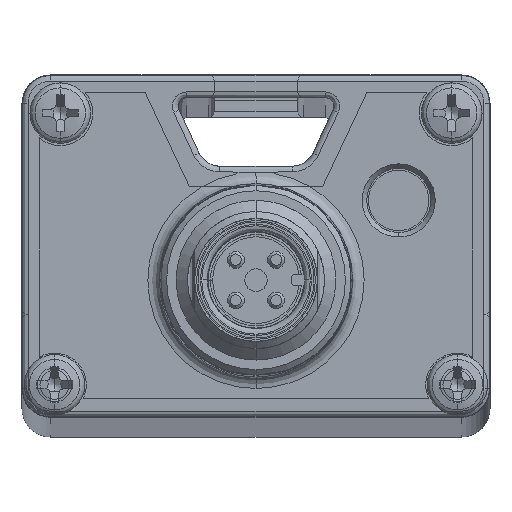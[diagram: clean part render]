
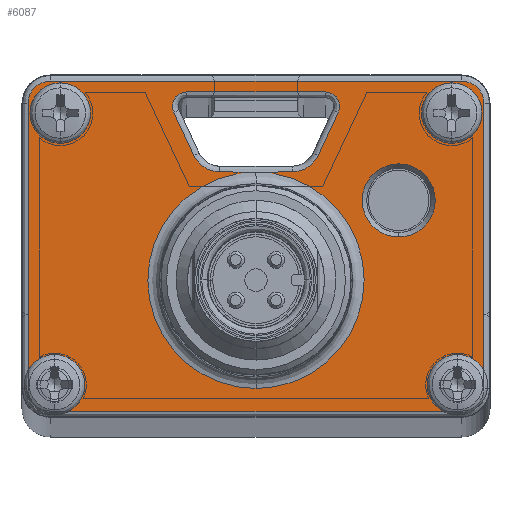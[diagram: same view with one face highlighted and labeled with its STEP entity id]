
A CAD part, top view. The second image highlights one B-rep face of the part: STEP entity #6087.
In plain terms, the highlighted planar face has unit normal (0, 0, 1).
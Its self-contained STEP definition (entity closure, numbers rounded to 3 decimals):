
#423=CARTESIAN_POINT('',(-18.,-2.5,2.));
#424=DIRECTION('',(0.,0.,-1.));
#425=DIRECTION('',(-1.,0.,0.));
#426=AXIS2_PLACEMENT_3D('',#423,#424,#425);
#428=CARTESIAN_POINT('',(18.,-2.5,2.));
#429=DIRECTION('',(0.,0.,-1.));
#430=DIRECTION('',(0.,1.,0.));
#431=AXIS2_PLACEMENT_3D('',#428,#429,#430);
#433=CARTESIAN_POINT('',(18.,-27.5,2.));
#434=DIRECTION('',(0.,0.,-1.));
#435=DIRECTION('',(1.,0.,0.));
#436=AXIS2_PLACEMENT_3D('',#433,#434,#435);
#438=CARTESIAN_POINT('',(-18.,-27.5,2.));
#439=DIRECTION('',(0.,0.,-1.));
#440=DIRECTION('',(0.,-1.,0.));
#441=AXIS2_PLACEMENT_3D('',#438,#439,#440);
#443=CARTESIAN_POINT('',(-17.65,-27.15,2.));
#444=DIRECTION('',(0.,0.,1.));
#445=DIRECTION('',(1.,0.,0.));
#446=AXIS2_PLACEMENT_3D('',#443,#444,#445);
#448=CARTESIAN_POINT('',(-17.65,-27.15,2.));
#449=DIRECTION('',(0.,0.,1.));
#450=DIRECTION('',(-1.,0.,0.));
#451=AXIS2_PLACEMENT_3D('',#448,#449,#450);
#453=CARTESIAN_POINT('',(17.65,-27.15,2.));
#454=DIRECTION('',(0.,0.,1.));
#455=DIRECTION('',(1.,0.,0.));
#456=AXIS2_PLACEMENT_3D('',#453,#454,#455);
#458=CARTESIAN_POINT('',(17.65,-27.15,2.));
#459=DIRECTION('',(0.,0.,1.));
#460=DIRECTION('',(-1.,0.,0.));
#461=AXIS2_PLACEMENT_3D('',#458,#459,#460);
#463=CARTESIAN_POINT('',(0.,-18.,2.));
#464=DIRECTION('',(0.,0.,1.));
#465=DIRECTION('',(0.,-1.,0.));
#466=AXIS2_PLACEMENT_3D('',#463,#464,#465);
#468=CARTESIAN_POINT('',(3.18,-6.,2.));
#469=DIRECTION('',(0.,0.,1.));
#470=DIRECTION('',(0.,-1.,0.));
#471=AXIS2_PLACEMENT_3D('',#468,#469,#470);
#473=DIRECTION('',(0.423,0.906,0.));
#474=VECTOR('',#473,4.169);
#475=CARTESIAN_POINT('',(5.446,-7.057,2.));
#476=LINE('',#475,#474);
#477=CARTESIAN_POINT('',(6.075,-2.75,2.));
#478=DIRECTION('',(0.,0.,1.));
#479=DIRECTION('',(0.906,-0.423,0.));
#480=AXIS2_PLACEMENT_3D('',#477,#478,#479);
#482=CARTESIAN_POINT('',(-6.075,-2.75,2.));
#483=DIRECTION('',(0.,0.,1.));
#484=DIRECTION('',(0.,1.,0.));
#485=AXIS2_PLACEMENT_3D('',#482,#483,#484);
#487=DIRECTION('',(0.423,-0.906,0.));
#488=VECTOR('',#487,4.169);
#489=CARTESIAN_POINT('',(-7.208,-3.278,2.));
#490=LINE('',#489,#488);
#491=CARTESIAN_POINT('',(-3.18,-6.,2.));
#492=DIRECTION('',(0.,0.,1.));
#493=DIRECTION('',(-0.906,-0.423,0.));
#494=AXIS2_PLACEMENT_3D('',#491,#492,#493);
#496=CARTESIAN_POINT('',(0.,-18.,2.));
#497=DIRECTION('',(0.,0.,1.));
#498=DIRECTION('',(-0.003,1.,0.));
#499=AXIS2_PLACEMENT_3D('',#496,#497,#498);
#501=CARTESIAN_POINT('',(12.5,-11.,2.));
#502=DIRECTION('',(0.,0.,1.));
#503=DIRECTION('',(0.,-1.,0.));
#504=AXIS2_PLACEMENT_3D('',#501,#502,#503);
#506=CARTESIAN_POINT('',(12.5,-11.,2.));
#507=DIRECTION('',(0.,0.,1.));
#508=DIRECTION('',(0.,1.,0.));
#509=AXIS2_PLACEMENT_3D('',#506,#507,#508);
#511=CARTESIAN_POINT('',(17.15,-3.35,2.));
#512=DIRECTION('',(0.,0.,-1.));
#513=DIRECTION('',(0.,-1.,0.));
#514=AXIS2_PLACEMENT_3D('',#511,#512,#513);
#516=CARTESIAN_POINT('',(17.15,-3.35,2.));
#517=DIRECTION('',(0.,0.,-1.));
#518=DIRECTION('',(0.,1.,0.));
#519=AXIS2_PLACEMENT_3D('',#516,#517,#518);
#521=CARTESIAN_POINT('',(-17.15,-3.35,2.));
#522=DIRECTION('',(0.,0.,-1.));
#523=DIRECTION('',(0.,-1.,0.));
#524=AXIS2_PLACEMENT_3D('',#521,#522,#523);
#526=CARTESIAN_POINT('',(-17.15,-3.35,2.));
#527=DIRECTION('',(0.,0.,-1.));
#528=DIRECTION('',(0.,1.,0.));
#529=AXIS2_PLACEMENT_3D('',#526,#527,#528);
#536=DIRECTION('',(0.,-1.,0.));
#537=VECTOR('',#536,25.);
#538=CARTESIAN_POINT('',(-19.961,-2.5,2.));
#539=LINE('',#538,#537);
#560=DIRECTION('',(1.,0.,0.));
#561=VECTOR('',#560,36.);
#562=CARTESIAN_POINT('',(-18.,-29.461,2.));
#563=LINE('',#562,#561);
#579=DIRECTION('',(0.,1.,0.));
#580=VECTOR('',#579,25.);
#581=CARTESIAN_POINT('',(19.961,-27.5,2.));
#582=LINE('',#581,#580);
#598=DIRECTION('',(-1.,0.,0.));
#599=VECTOR('',#598,36.);
#600=CARTESIAN_POINT('',(18.,-0.539,2.));
#601=LINE('',#600,#599);
#1379=DIRECTION('',(1.,0.,0.));
#1380=VECTOR('',#1379,12.15);
#1381=CARTESIAN_POINT('',(-6.075,-1.5,
2.));
#1382=LINE('',#1381,#1380);
#1403=DIRECTION('',(-1.,-0.005,0.));
#1404=VECTOR('',#1403,3.216);
#1405=CARTESIAN_POINT('',(3.18,-8.5,2.));
#1406=LINE('',#1405,#1404);
#1407=DIRECTION('',(-1.,0.005,0.));
#1408=VECTOR('',#1407,3.144);
#1409=CARTESIAN_POINT('',(-0.036,-8.515,2.));
#1410=LINE('',#1409,#1408);
#4284=CARTESIAN_POINT('',(-18.,-0.539,2.));
#4285=VERTEX_POINT('',#4284);
#4286=CARTESIAN_POINT('',(-16.15,-27.15,2.));
#4287=CARTESIAN_POINT('',(-19.15,-27.15,2.));
#4288=VERTEX_POINT('',#4286);
#4289=VERTEX_POINT('',#4287);
#4290=CARTESIAN_POINT('',(19.15,-27.15,2.));
#4291=CARTESIAN_POINT('',(16.15,-27.15,2.));
#4292=VERTEX_POINT('',#4290);
#4293=VERTEX_POINT('',#4291);
#4294=CARTESIAN_POINT('',(0.,-27.474,2.));
#4295=CARTESIAN_POINT('',(-0.065,-8.526,2.));
#4296=VERTEX_POINT('',#4294);
#4297=VERTEX_POINT('',#4295);
#4298=CARTESIAN_POINT('',(-6.075,-1.5,2.));
#4299=CARTESIAN_POINT('',(-7.208,-3.278,
2.));
#4300=VERTEX_POINT('',#4298);
#4301=VERTEX_POINT('',#4299);
#4302=CARTESIAN_POINT('',(-5.446,-7.057,2.));
#4303=VERTEX_POINT('',#4302);
#4304=CARTESIAN_POINT('',(-3.18,-8.5,2.));
#4305=VERTEX_POINT('',#4304);
#4306=CARTESIAN_POINT('',(3.18,-8.5,2.));
#4307=CARTESIAN_POINT('',(5.446,-7.057,2.));
#4308=VERTEX_POINT('',#4306);
#4309=VERTEX_POINT('',#4307);
#4310=CARTESIAN_POINT('',(7.208,-3.278,2.));
#4311=VERTEX_POINT('',#4310);
#4312=CARTESIAN_POINT('',(6.075,-1.5,2.));
#4313=VERTEX_POINT('',#4312);
#4314=CARTESIAN_POINT('',(-19.961,-2.5,2.));
#4315=VERTEX_POINT('',#4314);
#4316=CARTESIAN_POINT('',(18.,-0.539,2.));
#4317=VERTEX_POINT('',#4316);
#4318=CARTESIAN_POINT('',(19.961,-2.5,2.));
#4319=VERTEX_POINT('',#4318);
#4320=CARTESIAN_POINT('',(19.961,-27.5,2.));
#4321=VERTEX_POINT('',#4320);
#4322=CARTESIAN_POINT('',(18.,-29.461,2.));
#4323=VERTEX_POINT('',#4322);
#4324=CARTESIAN_POINT('',(-18.,-29.461,2.));
#4325=VERTEX_POINT('',#4324);
#4326=CARTESIAN_POINT('',(-19.961,-27.5,2.));
#4327=VERTEX_POINT('',#4326);
#4328=CARTESIAN_POINT('',(12.5,-14.2,2.));
#4329=CARTESIAN_POINT('',(12.5,-7.8,2.));
#4330=VERTEX_POINT('',#4328);
#4331=VERTEX_POINT('',#4329);
#5242=CARTESIAN_POINT('',(17.15,-6.,2.));
#5243=CARTESIAN_POINT('',(17.15,-0.7,2.));
#5244=VERTEX_POINT('',#5242);
#5245=VERTEX_POINT('',#5243);
#5246=CARTESIAN_POINT('',(-17.15,-6.,2.));
#5247=CARTESIAN_POINT('',(-17.15,-0.7,2.));
#5248=VERTEX_POINT('',#5246);
#5249=VERTEX_POINT('',#5247);
#6011=CARTESIAN_POINT('',(0.,-15.,2.));
#6012=DIRECTION('',(0.,0.,1.));
#6013=DIRECTION('',(-1.,0.,0.));
#6014=AXIS2_PLACEMENT_3D('',#6011,#6012,#6013);
#6015=PLANE('',#6014);
#6017=ORIENTED_EDGE('',*,*,#6016,.T.);
#6019=ORIENTED_EDGE('',*,*,#6018,.F.);
#6021=ORIENTED_EDGE('',*,*,#6020,.T.);
#6023=ORIENTED_EDGE('',*,*,#6022,.F.);
#6025=ORIENTED_EDGE('',*,*,#6024,.T.);
#6027=ORIENTED_EDGE('',*,*,#6026,.F.);
#6029=ORIENTED_EDGE('',*,*,#6028,.T.);
#6031=ORIENTED_EDGE('',*,*,#6030,.F.);
#6032=EDGE_LOOP('',(#6017,#6019,#6021,#6023,#6025,#6027,#6029,#6031));
#6033=FACE_OUTER_BOUND('',#6032,.F.);
#6035=ORIENTED_EDGE('',*,*,#6034,.T.);
#6037=ORIENTED_EDGE('',*,*,#6036,.T.);
#6038=EDGE_LOOP('',(#6035,#6037));
#6039=FACE_BOUND('',#6038,.F.);
#6041=ORIENTED_EDGE('',*,*,#6040,.T.);
#6043=ORIENTED_EDGE('',*,*,#6042,.T.);
#6044=EDGE_LOOP('',(#6041,#6043));
#6045=FACE_BOUND('',#6044,.F.);
#6047=ORIENTED_EDGE('',*,*,#6046,.T.);
#6049=ORIENTED_EDGE('',*,*,#6048,.F.);
#6051=ORIENTED_EDGE('',*,*,#6050,.T.);
#6053=ORIENTED_EDGE('',*,*,#6052,.T.);
#6055=ORIENTED_EDGE('',*,*,#6054,.T.);
#6057=ORIENTED_EDGE('',*,*,#6056,.F.);
#6059=ORIENTED_EDGE('',*,*,#6058,.T.);
#6061=ORIENTED_EDGE('',*,*,#6060,.T.);
#6063=ORIENTED_EDGE('',*,*,#6062,.T.);
#6065=ORIENTED_EDGE('',*,*,#6064,.F.);
#6067=ORIENTED_EDGE('',*,*,#6066,.T.);
#6068=EDGE_LOOP('',(#6047,#6049,#6051,#6053,#6055,#6057,#6059,#6061,#6063,#6065,
#6067));
#6069=FACE_BOUND('',#6068,.F.);
#6071=ORIENTED_EDGE('',*,*,#6070,.T.);
#6072=ORIENTED_EDGE('',*,*,#5994,.T.);
#6073=EDGE_LOOP('',(#6071,#6072));
#6074=FACE_BOUND('',#6073,.F.);
#6076=ORIENTED_EDGE('',*,*,#6075,.F.);
#6078=ORIENTED_EDGE('',*,*,#6077,.F.);
#6079=EDGE_LOOP('',(#6076,#6078));
#6080=FACE_BOUND('',#6079,.F.);
#6082=ORIENTED_EDGE('',*,*,#6081,.F.);
#6084=ORIENTED_EDGE('',*,*,#6083,.F.);
#6085=EDGE_LOOP('',(#6082,#6084));
#6086=FACE_BOUND('',#6085,.F.);
#6087=ADVANCED_FACE('',(#6033,#6039,#6045,#6069,#6074,#6080,#6086),#6015,.T.);
#427=CIRCLE('',#426,1.961);
#432=CIRCLE('',#431,1.961);
#437=CIRCLE('',#436,1.961);
#442=CIRCLE('',#441,1.961);
#447=CIRCLE('',#446,1.5);
#452=CIRCLE('',#451,1.5);
#457=CIRCLE('',#456,1.5);
#462=CIRCLE('',#461,1.5);
#467=CIRCLE('',#466,9.474);
#472=CIRCLE('',#471,2.5);
#481=CIRCLE('',#480,1.25);
#486=CIRCLE('',#485,1.25);
#495=CIRCLE('',#494,2.5);
#500=CIRCLE('',#499,9.474);
#505=CIRCLE('',#504,3.2);
#510=CIRCLE('',#509,3.2);
#515=CIRCLE('',#514,2.65);
#520=CIRCLE('',#519,2.65);
#525=CIRCLE('',#524,2.65);
#530=CIRCLE('',#529,2.65);
#5994=EDGE_CURVE('',#4331,#4330,#510,.T.);
#6016=EDGE_CURVE('',#4315,#4285,#427,.T.);
#6018=EDGE_CURVE('',#4317,#4285,#601,.T.);
#6020=EDGE_CURVE('',#4317,#4319,#432,.T.);
#6022=EDGE_CURVE('',#4321,#4319,#582,.T.);
#6024=EDGE_CURVE('',#4321,#4323,#437,.T.);
#6026=EDGE_CURVE('',#4325,#4323,#563,.T.);
#6028=EDGE_CURVE('',#4325,#4327,#442,.T.);
#6030=EDGE_CURVE('',#4315,#4327,#539,.T.);
#6034=EDGE_CURVE('',#4288,#4289,#447,.T.);
#6036=EDGE_CURVE('',#4289,#4288,#452,.T.);
#6040=EDGE_CURVE('',#4292,#4293,#457,.T.);
#6042=EDGE_CURVE('',#4293,#4292,#462,.T.);
#6046=EDGE_CURVE('',#4296,#4297,#467,.T.);
#6048=EDGE_CURVE('',#4308,#4297,#1406,.T.);
#6050=EDGE_CURVE('',#4308,#4309,#472,.T.);
#6052=EDGE_CURVE('',#4309,#4311,#476,.T.);
#6054=EDGE_CURVE('',#4311,#4313,#481,.T.);
#6056=EDGE_CURVE('',#4300,#4313,#1382,.T.);
#6058=EDGE_CURVE('',#4300,#4301,#486,.T.);
#6060=EDGE_CURVE('',#4301,#4303,#490,.T.);
#6062=EDGE_CURVE('',#4303,#4305,#495,.T.);
#6064=EDGE_CURVE('',#4297,#4305,#1410,.T.);
#6066=EDGE_CURVE('',#4297,#4296,#500,.T.);
#6070=EDGE_CURVE('',#4330,#4331,#505,.T.);
#6075=EDGE_CURVE('',#5244,#5245,#515,.T.);
#6077=EDGE_CURVE('',#5245,#5244,#520,.T.);
#6081=EDGE_CURVE('',#5248,#5249,#525,.T.);
#6083=EDGE_CURVE('',#5249,#5248,#530,.T.);
